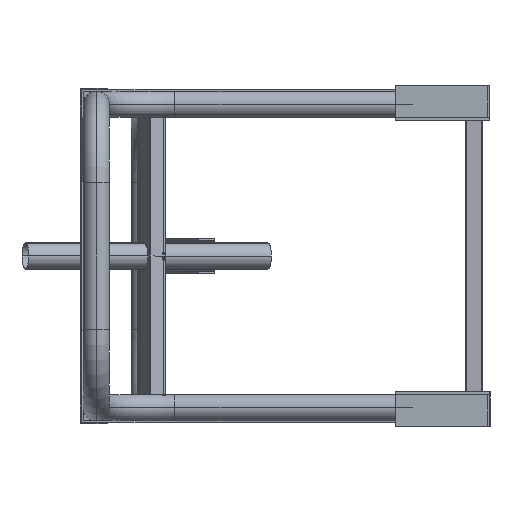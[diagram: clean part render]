
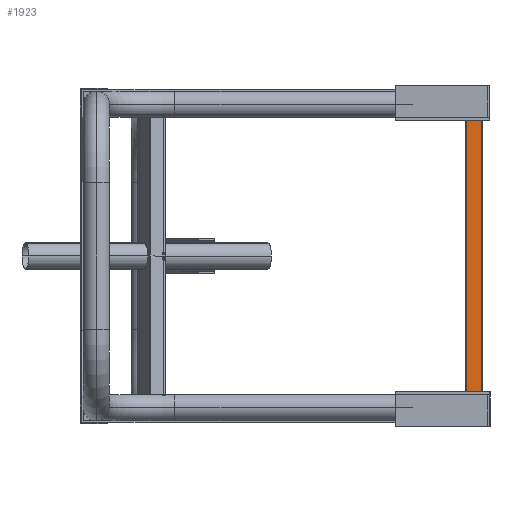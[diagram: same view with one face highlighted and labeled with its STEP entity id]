
A CAD part, left-side view. The second image highlights one B-rep face of the part: STEP entity #1923.
In plain terms, the highlighted planar face has unit normal (-1, 0, 0).
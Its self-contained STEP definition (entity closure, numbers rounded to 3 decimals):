
#134 = VERTEX_POINT ( 'NONE', #6081 ) ;
#390 = CARTESIAN_POINT ( 'NONE',  ( 464., -562.5, 0. ) ) ;
#552 = CARTESIAN_POINT ( 'NONE',  ( 464., -562.5, 14.309 ) ) ;
#569 = DIRECTION ( 'NONE',  ( 0., 0., 1. ) ) ;
#629 = DIRECTION ( 'NONE',  ( -1., 0., 0. ) ) ;
#1891 = FACE_OUTER_BOUND ( 'NONE', #4690, .T. ) ;
#1923 = ADVANCED_FACE ( 'NONE', ( #1891 ), #4621, .F. ) ;
#3109 = VERTEX_POINT ( 'NONE', #5271 ) ;
#3440 = DIRECTION ( 'NONE',  ( -1., 0., 0. ) ) ;
#3852 = EDGE_CURVE ( 'NONE', #4228, #3109, #5688, .T. ) ;
#3923 = ORIENTED_EDGE ( 'NONE', *, *, #10349, .F. ) ;
#4228 = VERTEX_POINT ( 'NONE', #552 ) ;
#4621 = PLANE ( 'NONE',  #9596 ) ;
#4690 = EDGE_LOOP ( 'NONE', ( #4794, #3923, #7302, #9077 ) ) ;
#4794 = ORIENTED_EDGE ( 'NONE', *, *, #7453, .F. ) ;
#4961 = LINE ( 'NONE', #9170, #8792 ) ;
#5271 = CARTESIAN_POINT ( 'NONE',  ( 464., -537.5, 14.309 ) ) ;
#5571 = CIRCLE ( 'NONE', #6787, 19. ) ;
#5681 = AXIS2_PLACEMENT_3D ( 'NONE', #10259, #3440, #10154 ) ;
#5688 = CIRCLE ( 'NONE', #5681, 19. ) ;
#6081 = CARTESIAN_POINT ( 'NONE',  ( 464., -537.5, 427.401 ) ) ;
#6332 = VECTOR ( 'NONE', #569, 1000. ) ;
#6450 = DIRECTION ( 'NONE',  ( 0., 0., 1. ) ) ;
#6471 = CARTESIAN_POINT ( 'NONE',  ( 464., -562.5, 427.401 ) ) ;
#6787 = AXIS2_PLACEMENT_3D ( 'NONE', #7597, #629, #9934 ) ;
#7302 = ORIENTED_EDGE ( 'NONE', *, *, #3852, .F. ) ;
#7453 = EDGE_CURVE ( 'NONE', #134, #9411, #5571, .T. ) ;
#7597 = CARTESIAN_POINT ( 'NONE',  ( 464., -550., 441.71 ) ) ;
#7782 = DIRECTION ( 'NONE',  ( 0., 0., -1. ) ) ;
#8595 = EDGE_CURVE ( 'NONE', #4228, #9411, #4961, .T. ) ;
#8792 = VECTOR ( 'NONE', #6450, 1000. ) ;
#8836 = LINE ( 'NONE', #8888, #6332 ) ;
#8888 = CARTESIAN_POINT ( 'NONE',  ( 464., -537.5, 0. ) ) ;
#9077 = ORIENTED_EDGE ( 'NONE', *, *, #8595, .T. ) ;
#9170 = CARTESIAN_POINT ( 'NONE',  ( 464., -562.5, 0. ) ) ;
#9411 = VERTEX_POINT ( 'NONE', #6471 ) ;
#9596 = AXIS2_PLACEMENT_3D ( 'NONE', #390, #10379, #7782 ) ;
#9934 = DIRECTION ( 'NONE',  ( 0., 0., -1. ) ) ;
#10154 = DIRECTION ( 'NONE',  ( 0., 0., -1. ) ) ;
#10259 = CARTESIAN_POINT ( 'NONE',  ( 464., -550., 0. ) ) ;
#10349 = EDGE_CURVE ( 'NONE', #3109, #134, #8836, .T. ) ;
#10379 = DIRECTION ( 'NONE',  ( 1., 0., 0. ) ) ;
